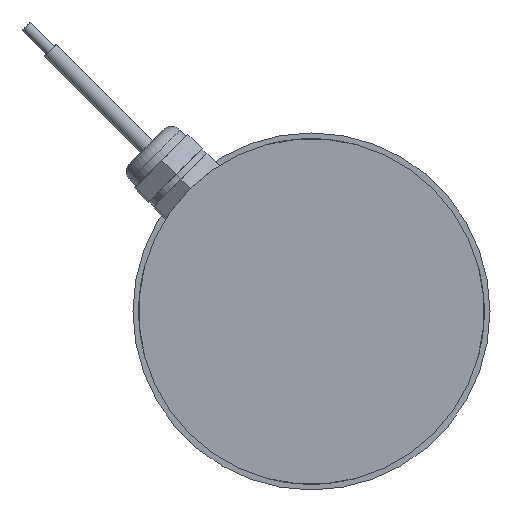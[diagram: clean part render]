
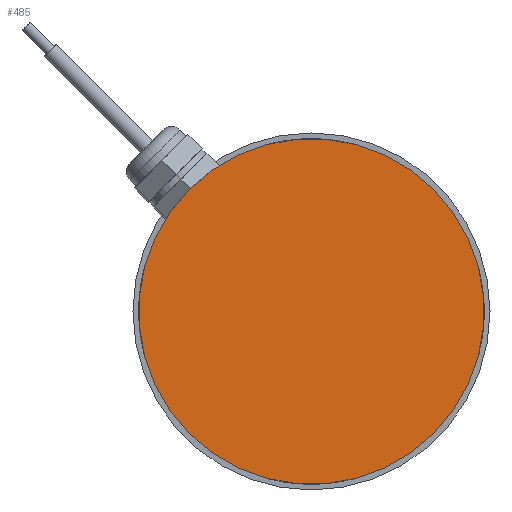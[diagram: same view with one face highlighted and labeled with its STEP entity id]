
A CAD part, left-side view. The second image highlights one B-rep face of the part: STEP entity #485.
In plain terms, the highlighted planar face has unit normal (-1, 0, 0).
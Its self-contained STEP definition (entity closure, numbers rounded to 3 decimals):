
#378 = AXIS2_PLACEMENT_3D ( 'NONE', #10764, #4269, #16069 ) ;
#379 = FACE_OUTER_BOUND ( 'NONE', #18201, .T. ) ;
#485 = ADVANCED_FACE ( 'NONE', ( #379 ), #14203, .F. ) ;
#4000 = VERTEX_POINT ( 'NONE', #20592 ) ;
#4269 = DIRECTION ( 'NONE',  ( 1., 0., 0. ) ) ;
#4911 = AXIS2_PLACEMENT_3D ( 'NONE', #6817, #8512, #13417 ) ;
#5773 = ORIENTED_EDGE ( 'NONE', *, *, #6533, .F. ) ;
#6533 = EDGE_CURVE ( 'NONE', #12055, #4000, #8688, .T. ) ;
#6817 = CARTESIAN_POINT ( 'NONE',  ( -196.72, 0., 0. ) ) ;
#7332 = DIRECTION ( 'NONE',  ( 1., 0., 0. ) ) ;
#7751 = CIRCLE ( 'NONE', #4911, 50.8 ) ;
#8512 = DIRECTION ( 'NONE',  ( 1., 0., 0. ) ) ;
#8688 = CIRCLE ( 'NONE', #20457, 50.8 ) ;
#10764 = CARTESIAN_POINT ( 'NONE',  ( -196.72, 0., 0. ) ) ;
#10854 = DIRECTION ( 'NONE',  ( 0., 0.707, 0.707 ) ) ;
#12055 = VERTEX_POINT ( 'NONE', #17566 ) ;
#13417 = DIRECTION ( 'NONE',  ( 0., 0.707, 0.707 ) ) ;
#13579 = EDGE_CURVE ( 'NONE', #4000, #12055, #7751, .T. ) ;
#14203 = PLANE ( 'NONE',  #378 ) ;
#14789 = ORIENTED_EDGE ( 'NONE', *, *, #13579, .F. ) ;
#16069 = DIRECTION ( 'NONE',  ( 0., 0.707, 0.707 ) ) ;
#17566 = CARTESIAN_POINT ( 'NONE',  ( -196.72, 35.921, 35.921 ) ) ;
#18201 = EDGE_LOOP ( 'NONE', ( #14789, #5773 ) ) ;
#19261 = CARTESIAN_POINT ( 'NONE',  ( -196.72, 0., 0. ) ) ;
#20457 = AXIS2_PLACEMENT_3D ( 'NONE', #19261, #7332, #10854 ) ;
#20592 = CARTESIAN_POINT ( 'NONE',  ( -196.72, -35.921, -35.921 ) ) ;
